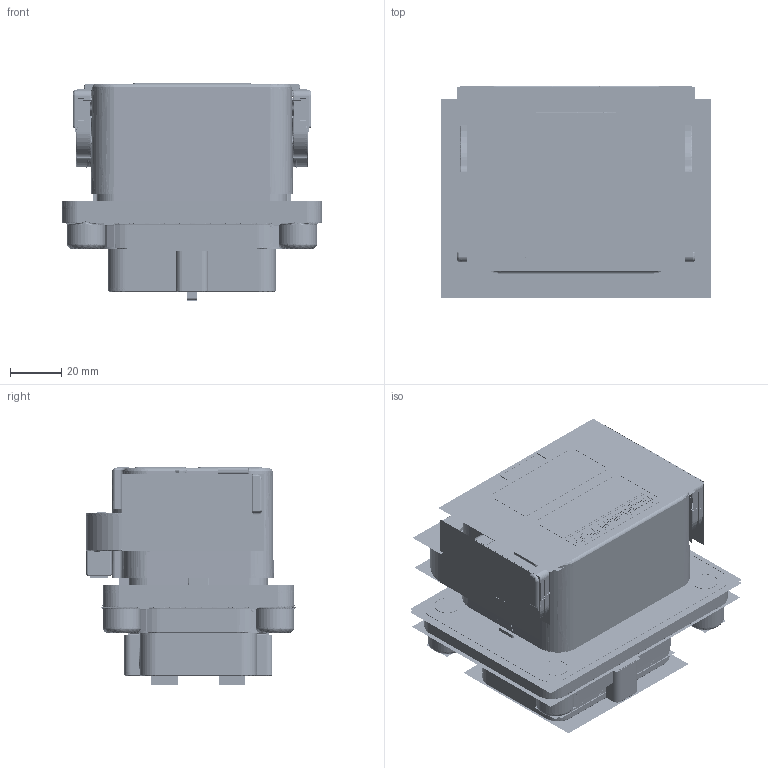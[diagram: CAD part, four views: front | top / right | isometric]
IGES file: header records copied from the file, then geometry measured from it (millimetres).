
Start section:  PTC IGES file: MINIMSD_F_20151117.igs
Global section: file name: MINIMSD_F_20151117.igs; native system: Creo Parametric by Parametric Technology Corporation; preprocessor: 2013230; author: Jack.Dai; organization: Unknown; date: 20151117.152314; units: millimetre
Bounding box: 106.08 x 83.03 x 85.49 mm (x, y, z)
Surface area: 1181608.2 mm2 (no closed solid volume)
Topology: 0 solids, 0 shells, 14404 faces, 236572 edges, 307185 vertices
Faces by surface type: revolution 7476, bspline 6706, extrusion 222
